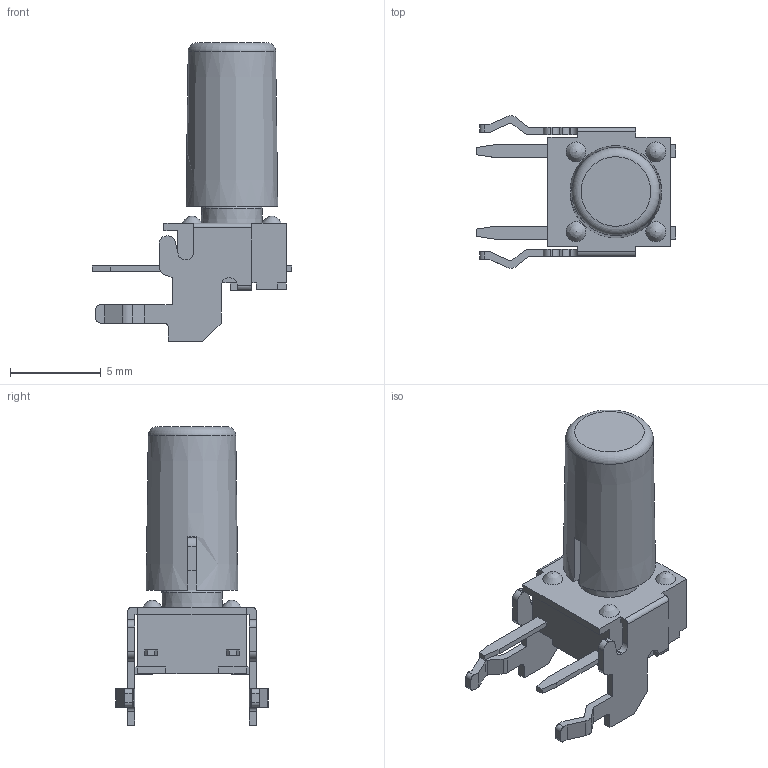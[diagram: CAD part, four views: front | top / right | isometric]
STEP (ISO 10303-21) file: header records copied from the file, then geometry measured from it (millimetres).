
FILE_DESCRIPTION((' '),'2;1');
FILE_NAME('TL1105JAFxxxx1Rxxx.stp','2017-07-26T14:49:16',(' '),(' '),' ','ACIS',' ');
FILE_SCHEMA(('CONFIG_CONTROL_DESIGN'));
Length unit declared in the file: inch
Products named in the file (1): TL1105JAFxxxx1Rxxx.stp
Bounding box: 11 x 8.4 x 16.45 mm (x, y, z)
Volume: 254.4 mm3; surface area: 760.7 mm2
Topology: 1 solids, 2 shells, 305 faces, 865 edges, 564 vertices
Faces by surface type: plane 216, cylinder 76, torus 6, bspline 5, cone 2
Full cylindrical faces by diameter (mm): 3.5 x1, 5 x1
Entity records: 9895 total; most frequent: CARTESIAN_POINT 1876, ORIENTED_EDGE 1676, DIRECTION 1590, EDGE_CURVE 838, VECTOR 680, LINE 680, VERTEX_POINT 550, AXIS2_PLACEMENT_3D 455
